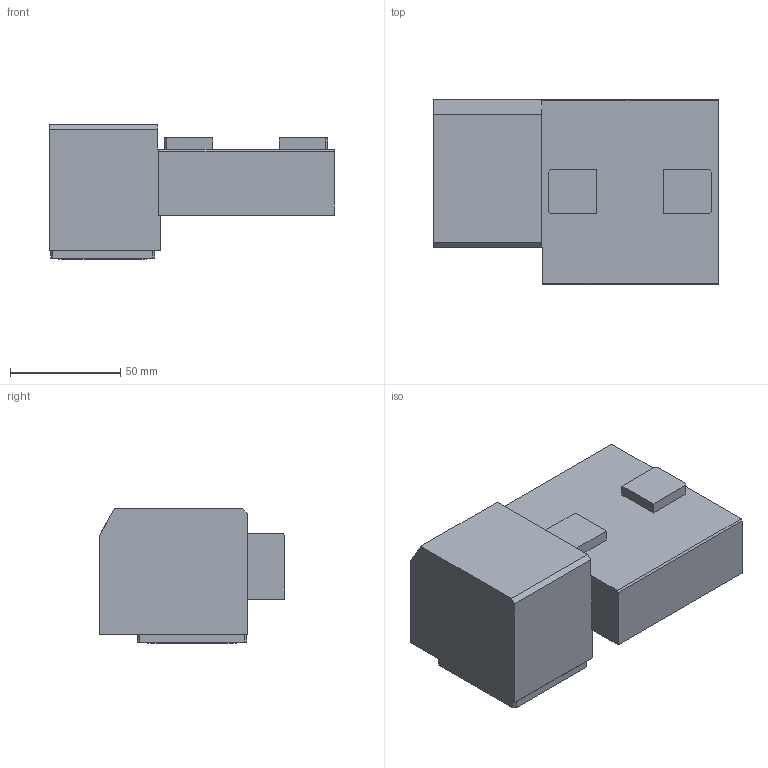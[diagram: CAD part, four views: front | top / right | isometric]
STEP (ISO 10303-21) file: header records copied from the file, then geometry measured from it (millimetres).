
FILE_DESCRIPTION(/* description */ (''),/* implementation_level */ '2;1');
FILE_NAME(/* name */ '1598335665730.stp',/* time_stamp */ '2020-08-25T08:07:51+02:00',/* author */ (''),/* organization */ ('SMS'),/* preprocessor_version */ 'ST-DEVELOPER v16.7',/* originating_system */ 'SIEMENS PLM Software NX 12.0',/* authorisation */ '');
FILE_SCHEMA (('AUTOMOTIVE_DESIGN { 1 0 10303 214 3 1 1 1 }'));
Length unit declared in the file: millimetre
Products named in the file (1): 201596726mod000_02
Bounding box: 129 x 84 x 61 mm (x, y, z)
Volume: 386253.2 mm3; surface area: 42240.8 mm2
Topology: 1 solids, 1 shells, 51 faces, 127 edges, 88 vertices
Faces by surface type: plane 42, cone 6, cylinder 3
Full cylindrical faces by diameter (mm): 2.5 x1, 31.6 x1, 40.013 x1
Entity records: 1606 total; most frequent: CARTESIAN_POINT 322, DIRECTION 249, ORIENTED_EDGE 246, EDGE_CURVE 123, LINE 105, VECTOR 105, VERTEX_POINT 84, AXIS2_PLACEMENT_3D 72
